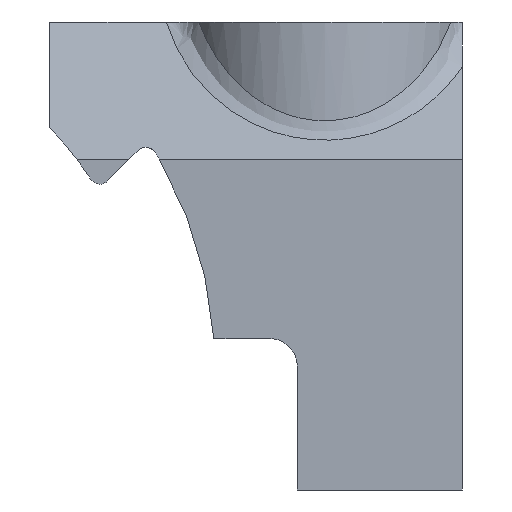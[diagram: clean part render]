
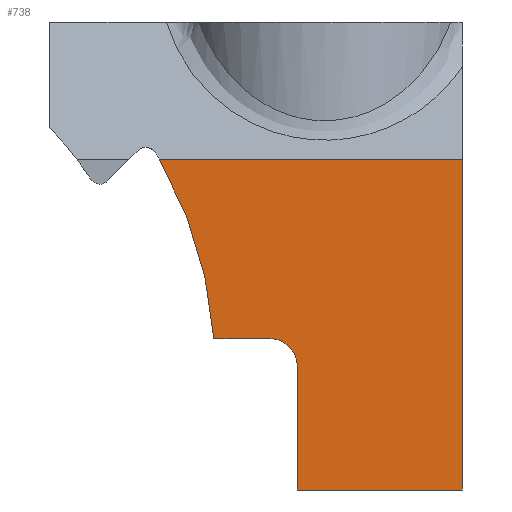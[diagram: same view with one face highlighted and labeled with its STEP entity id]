
A CAD part, front view. The second image highlights one B-rep face of the part: STEP entity #738.
In plain terms, the highlighted planar face has unit normal (0, -1, 0).
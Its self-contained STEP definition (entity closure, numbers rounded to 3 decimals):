
#41=PLANE('',#793);
#72=FACE_OUTER_BOUND('',#115,.T.);
#115=EDGE_LOOP('',(#592,#593,#594,#595,#596,#597,#598));
#154=CIRCLE('',#760,1.);
#158=CIRCLE('',#794,15.);
#179=LINE('',#1079,#248);
#211=LINE('',#1168,#280);
#214=LINE('',#1174,#283);
#217=LINE('',#1183,#286);
#218=LINE('',#1186,#287);
#248=VECTOR('',#863,10.);
#280=VECTOR('',#933,10.);
#283=VECTOR('',#940,10.);
#286=VECTOR('',#949,10.);
#287=VECTOR('',#952,10.);
#308=VERTEX_POINT('',#1049);
#309=VERTEX_POINT('',#1051);
#318=VERTEX_POINT('',#1077);
#343=VERTEX_POINT('',#1165);
#344=VERTEX_POINT('',#1167);
#345=VERTEX_POINT('',#1173);
#349=VERTEX_POINT('',#1185);
#377=EDGE_CURVE('',#308,#309,#154,.T.);
#391=EDGE_CURVE('',#318,#308,#179,.T.);
#430=EDGE_CURVE('',#344,#343,#211,.T.);
#433=EDGE_CURVE('',#345,#309,#214,.T.);
#438=EDGE_CURVE('',#344,#318,#217,.T.);
#439=EDGE_CURVE('',#349,#343,#218,.T.);
#440=EDGE_CURVE('',#349,#345,#158,.T.);
#592=ORIENTED_EDGE('',*,*,#430,.T.);
#593=ORIENTED_EDGE('',*,*,#439,.F.);
#594=ORIENTED_EDGE('',*,*,#440,.T.);
#595=ORIENTED_EDGE('',*,*,#433,.T.);
#596=ORIENTED_EDGE('',*,*,#377,.F.);
#597=ORIENTED_EDGE('',*,*,#391,.F.);
#598=ORIENTED_EDGE('',*,*,#438,.F.);
#738=ADVANCED_FACE('',(#72),#41,.T.);
#760=AXIS2_PLACEMENT_3D('',#1052,#836,#837);
#793=AXIS2_PLACEMENT_3D('',#1184,#950,#951);
#794=AXIS2_PLACEMENT_3D('',#1187,#953,#954);
#836=DIRECTION('center_axis',(0.,-1.,0.));
#837=DIRECTION('ref_axis',(0.707,0.,0.707));
#863=DIRECTION('',(0.,0.,1.));
#933=DIRECTION('',(0.,0.,1.));
#940=DIRECTION('',(1.,0.,0.));
#949=DIRECTION('',(-1.,0.,0.));
#950=DIRECTION('center_axis',(0.,-1.,0.));
#951=DIRECTION('ref_axis',(1.,0.,0.));
#952=DIRECTION('',(1.,0.,0.));
#953=DIRECTION('center_axis',(0.,1.,0.));
#954=DIRECTION('ref_axis',(0.856,0.,-0.517));
#1049=CARTESIAN_POINT('',(-13.,-12.,12.5));
#1051=CARTESIAN_POINT('',(-14.,-12.,13.5));
#1052=CARTESIAN_POINT('Origin',(-14.,-12.,12.5));
#1077=CARTESIAN_POINT('',(-13.,-12.,8.));
#1079=CARTESIAN_POINT('',(-13.,-12.,16.));
#1165=CARTESIAN_POINT('',(-7.,-12.,20.));
#1167=CARTESIAN_POINT('',(-7.,-12.,8.));
#1168=CARTESIAN_POINT('',(-7.,-12.,5.75));
#1173=CARTESIAN_POINT('',(-16.033,-12.,13.5));
#1174=CARTESIAN_POINT('',(-19.017,-12.,13.5));
#1183=CARTESIAN_POINT('',(-7.,-12.,8.));
#1184=CARTESIAN_POINT('Origin',(-22.,-12.,0.));
#1185=CARTESIAN_POINT('',(-18.01,-12.,20.));
#1186=CARTESIAN_POINT('',(-12.,-12.,20.));
#1187=CARTESIAN_POINT('Origin',(-31.,-12.,12.5));
